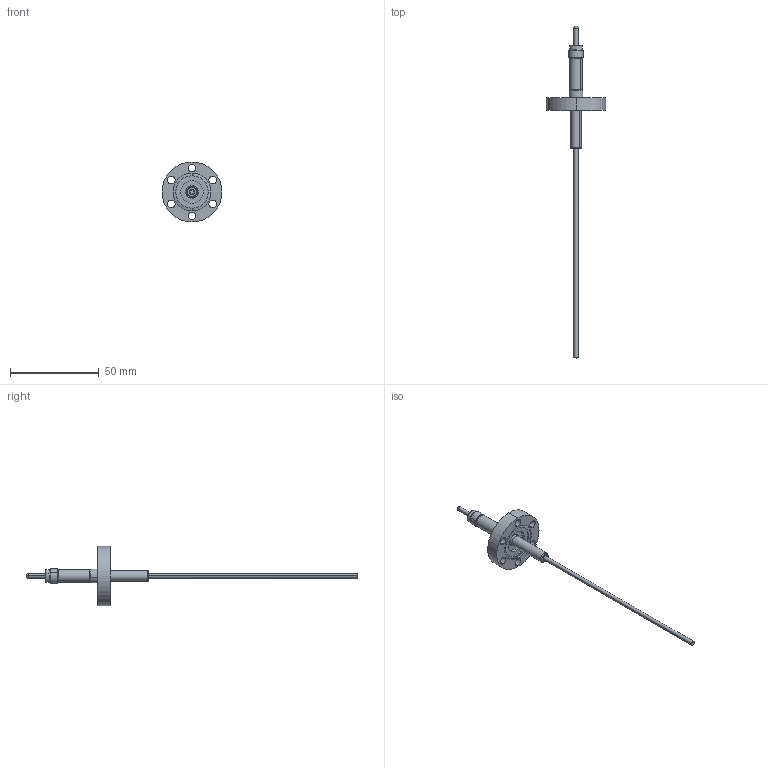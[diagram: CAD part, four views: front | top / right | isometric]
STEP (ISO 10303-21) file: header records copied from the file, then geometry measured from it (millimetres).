
FILE_DESCRIPTION (( 'STEP AP203' ), '1' );
FILE_NAME ('A2523-1-CF.STEP', '2013-06-17T12:21:52', ( '' ), ( '' ), 'SwSTEP 2.0', 'SolidWorks 2012', '' );
FILE_SCHEMA (( 'CONFIG_CONTROL_DESIGN' ));
Length unit declared in the file: inch
Products named in the file (1): A2523-1-CF
Bounding box: 33.78 x 187.45 x 33.78 mm (x, y, z)
Volume: 7571.4 mm3; surface area: 6487.9 mm2
Topology: 1 solids, 2 shells, 92 faces, 202 edges, 126 vertices
Faces by surface type: cylinder 52, cone 16, plane 16, torus 8
Entity records: 2677 total; most frequent: DIRECTION 522, CARTESIAN_POINT 421, ORIENTED_EDGE 404, AXIS2_PLACEMENT_3D 227, EDGE_CURVE 202, CIRCLE 134, VERTEX_POINT 126, EDGE_LOOP 118
